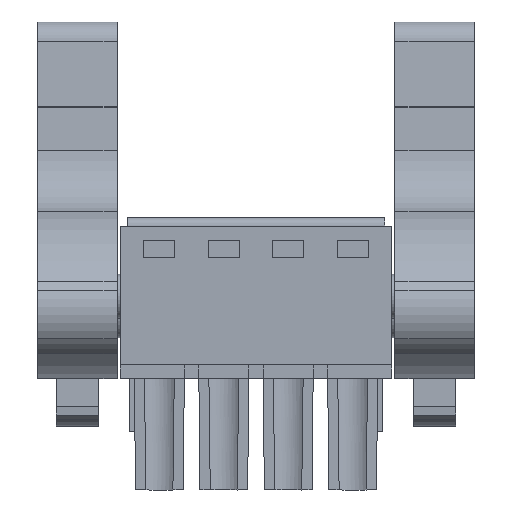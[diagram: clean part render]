
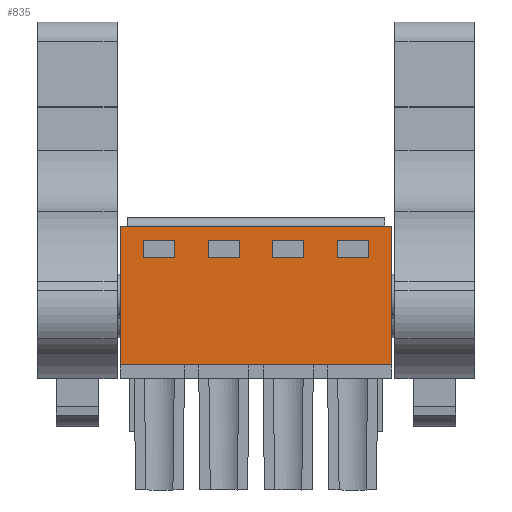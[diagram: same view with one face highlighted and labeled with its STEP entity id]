
A CAD part, front view. The second image highlights one B-rep face of the part: STEP entity #835.
In plain terms, the highlighted planar face has unit normal (0, -1, 0).
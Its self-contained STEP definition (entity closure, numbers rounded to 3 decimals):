
#679=AXIS2_PLACEMENT_3D('Plane Axis2P3D',#676,#677,#678) ;
#92=CARTESIAN_POINT('Line Origine',(12.915,0.,7.4)) ;
#96=CARTESIAN_POINT('Vertex',(4.9,0.,7.4)) ;
#98=CARTESIAN_POINT('Vertex',(20.93,0.,7.4)) ;
#273=CARTESIAN_POINT('Line Origine',(4.9,0.,11.5)) ;
#277=CARTESIAN_POINT('Vertex',(4.9,0.,15.6)) ;
#676=CARTESIAN_POINT('Axis2P3D Location',(5.295,0.,15.6)) ;
#681=CARTESIAN_POINT('Line Origine',(20.93,0.,11.5)) ;
#685=CARTESIAN_POINT('Vertex',(20.93,0.,15.6)) ;
#688=CARTESIAN_POINT('Line Origine',(12.915,0.,15.6)) ;
#699=CARTESIAN_POINT('Line Origine',(7.2,0.,14.78)) ;
#703=CARTESIAN_POINT('Vertex',(8.125,0.,14.78)) ;
#705=CARTESIAN_POINT('Vertex',(6.275,0.,14.78)) ;
#708=CARTESIAN_POINT('Line Origine',(8.125,0.,14.255)) ;
#712=CARTESIAN_POINT('Vertex',(8.125,0.,13.73)) ;
#715=CARTESIAN_POINT('Line Origine',(7.2,0.,13.73)) ;
#719=CARTESIAN_POINT('Vertex',(6.275,0.,13.73)) ;
#722=CARTESIAN_POINT('Line Origine',(6.275,0.,14.255)) ;
#733=CARTESIAN_POINT('Line Origine',(11.01,0.,13.73)) ;
#737=CARTESIAN_POINT('Vertex',(10.085,0.,13.73)) ;
#739=CARTESIAN_POINT('Vertex',(11.935,0.,13.73)) ;
#742=CARTESIAN_POINT('Line Origine',(10.085,0.,14.255)) ;
#746=CARTESIAN_POINT('Vertex',(10.085,0.,14.78)) ;
#749=CARTESIAN_POINT('Line Origine',(11.01,0.,14.78)) ;
#753=CARTESIAN_POINT('Vertex',(11.935,0.,14.78)) ;
#756=CARTESIAN_POINT('Line Origine',(11.935,0.,14.255)) ;
#767=CARTESIAN_POINT('Line Origine',(14.82,0.,13.73)) ;
#771=CARTESIAN_POINT('Vertex',(13.895,0.,13.73)) ;
#773=CARTESIAN_POINT('Vertex',(15.745,0.,13.73)) ;
#776=CARTESIAN_POINT('Line Origine',(13.895,0.,14.255)) ;
#780=CARTESIAN_POINT('Vertex',(13.895,0.,14.78)) ;
#783=CARTESIAN_POINT('Line Origine',(14.82,0.,14.78)) ;
#787=CARTESIAN_POINT('Vertex',(15.745,0.,14.78)) ;
#790=CARTESIAN_POINT('Line Origine',(15.745,0.,14.255)) ;
#801=CARTESIAN_POINT('Line Origine',(18.63,0.,14.78)) ;
#805=CARTESIAN_POINT('Vertex',(19.555,0.,14.78)) ;
#807=CARTESIAN_POINT('Vertex',(17.705,0.,14.78)) ;
#810=CARTESIAN_POINT('Line Origine',(19.555,0.,14.255)) ;
#814=CARTESIAN_POINT('Vertex',(19.555,0.,13.73)) ;
#817=CARTESIAN_POINT('Line Origine',(18.63,0.,13.73)) ;
#821=CARTESIAN_POINT('Vertex',(17.705,0.,13.73)) ;
#824=CARTESIAN_POINT('Line Origine',(17.705,0.,14.255)) ;
#93=DIRECTION('Vector Direction',(1.,0.,0.)) ;
#274=DIRECTION('Vector Direction',(0.,0.,1.)) ;
#677=DIRECTION('Axis2P3D Direction',(0.,-1.,0.)) ;
#678=DIRECTION('Axis2P3D XDirection',(0.,0.,-1.)) ;
#682=DIRECTION('Vector Direction',(0.,0.,1.)) ;
#689=DIRECTION('Vector Direction',(1.,0.,0.)) ;
#700=DIRECTION('Vector Direction',(-1.,0.,0.)) ;
#709=DIRECTION('Vector Direction',(0.,0.,1.)) ;
#716=DIRECTION('Vector Direction',(1.,0.,0.)) ;
#723=DIRECTION('Vector Direction',(0.,0.,-1.)) ;
#734=DIRECTION('Vector Direction',(1.,0.,0.)) ;
#743=DIRECTION('Vector Direction',(0.,0.,-1.)) ;
#750=DIRECTION('Vector Direction',(-1.,0.,0.)) ;
#757=DIRECTION('Vector Direction',(0.,0.,1.)) ;
#768=DIRECTION('Vector Direction',(1.,0.,0.)) ;
#777=DIRECTION('Vector Direction',(0.,0.,-1.)) ;
#784=DIRECTION('Vector Direction',(-1.,0.,0.)) ;
#791=DIRECTION('Vector Direction',(0.,0.,1.)) ;
#802=DIRECTION('Vector Direction',(-1.,0.,0.)) ;
#811=DIRECTION('Vector Direction',(0.,0.,1.)) ;
#818=DIRECTION('Vector Direction',(1.,0.,0.)) ;
#825=DIRECTION('Vector Direction',(0.,0.,-1.)) ;
#94=VECTOR('Line Direction',#93,1.) ;
#275=VECTOR('Line Direction',#274,1.) ;
#683=VECTOR('Line Direction',#682,1.) ;
#690=VECTOR('Line Direction',#689,1.) ;
#701=VECTOR('Line Direction',#700,1.) ;
#710=VECTOR('Line Direction',#709,1.) ;
#717=VECTOR('Line Direction',#716,1.) ;
#724=VECTOR('Line Direction',#723,1.) ;
#735=VECTOR('Line Direction',#734,1.) ;
#744=VECTOR('Line Direction',#743,1.) ;
#751=VECTOR('Line Direction',#750,1.) ;
#758=VECTOR('Line Direction',#757,1.) ;
#769=VECTOR('Line Direction',#768,1.) ;
#778=VECTOR('Line Direction',#777,1.) ;
#785=VECTOR('Line Direction',#784,1.) ;
#792=VECTOR('Line Direction',#791,1.) ;
#803=VECTOR('Line Direction',#802,1.) ;
#812=VECTOR('Line Direction',#811,1.) ;
#819=VECTOR('Line Direction',#818,1.) ;
#826=VECTOR('Line Direction',#825,1.) ;
#694=ORIENTED_EDGE('',*,*,#100,.T.) ;
#695=ORIENTED_EDGE('',*,*,#687,.T.) ;
#696=ORIENTED_EDGE('',*,*,#692,.T.) ;
#697=ORIENTED_EDGE('',*,*,#279,.F.) ;
#728=ORIENTED_EDGE('',*,*,#707,.F.) ;
#729=ORIENTED_EDGE('',*,*,#714,.F.) ;
#730=ORIENTED_EDGE('',*,*,#721,.F.) ;
#731=ORIENTED_EDGE('',*,*,#726,.F.) ;
#762=ORIENTED_EDGE('',*,*,#741,.F.) ;
#763=ORIENTED_EDGE('',*,*,#748,.F.) ;
#764=ORIENTED_EDGE('',*,*,#755,.F.) ;
#765=ORIENTED_EDGE('',*,*,#760,.F.) ;
#796=ORIENTED_EDGE('',*,*,#775,.F.) ;
#797=ORIENTED_EDGE('',*,*,#782,.F.) ;
#798=ORIENTED_EDGE('',*,*,#789,.F.) ;
#799=ORIENTED_EDGE('',*,*,#794,.F.) ;
#830=ORIENTED_EDGE('',*,*,#809,.F.) ;
#831=ORIENTED_EDGE('',*,*,#816,.F.) ;
#832=ORIENTED_EDGE('',*,*,#823,.F.) ;
#833=ORIENTED_EDGE('',*,*,#828,.F.) ;
#732=FACE_BOUND('',#727,.T.) ;
#766=FACE_BOUND('',#761,.T.) ;
#800=FACE_BOUND('',#795,.T.) ;
#834=FACE_BOUND('',#829,.T.) ;
#835=ADVANCED_FACE('HOUSING',(#698,#732,#766,#800,#834),#680,.T.) ;
#100=EDGE_CURVE('',#97,#99,#95,.T.) ;
#279=EDGE_CURVE('',#97,#278,#276,.T.) ;
#687=EDGE_CURVE('',#99,#686,#684,.T.) ;
#692=EDGE_CURVE('',#686,#278,#691,.F.) ;
#707=EDGE_CURVE('',#704,#706,#702,.T.) ;
#714=EDGE_CURVE('',#713,#704,#711,.T.) ;
#721=EDGE_CURVE('',#720,#713,#718,.T.) ;
#726=EDGE_CURVE('',#706,#720,#725,.T.) ;
#741=EDGE_CURVE('',#738,#740,#736,.T.) ;
#748=EDGE_CURVE('',#747,#738,#745,.T.) ;
#755=EDGE_CURVE('',#754,#747,#752,.T.) ;
#760=EDGE_CURVE('',#740,#754,#759,.T.) ;
#775=EDGE_CURVE('',#772,#774,#770,.T.) ;
#782=EDGE_CURVE('',#781,#772,#779,.T.) ;
#789=EDGE_CURVE('',#788,#781,#786,.T.) ;
#794=EDGE_CURVE('',#774,#788,#793,.T.) ;
#809=EDGE_CURVE('',#806,#808,#804,.T.) ;
#816=EDGE_CURVE('',#815,#806,#813,.T.) ;
#823=EDGE_CURVE('',#822,#815,#820,.T.) ;
#828=EDGE_CURVE('',#808,#822,#827,.T.) ;
#693=EDGE_LOOP('',(#694,#695,#696,#697)) ;
#727=EDGE_LOOP('',(#728,#729,#730,#731)) ;
#761=EDGE_LOOP('',(#762,#763,#764,#765)) ;
#795=EDGE_LOOP('',(#796,#797,#798,#799)) ;
#829=EDGE_LOOP('',(#830,#831,#832,#833)) ;
#698=FACE_OUTER_BOUND('',#693,.T.) ;
#95=LINE('Line',#92,#94) ;
#276=LINE('Line',#273,#275) ;
#684=LINE('Line',#681,#683) ;
#691=LINE('Line',#688,#690) ;
#702=LINE('Line',#699,#701) ;
#711=LINE('Line',#708,#710) ;
#718=LINE('Line',#715,#717) ;
#725=LINE('Line',#722,#724) ;
#736=LINE('Line',#733,#735) ;
#745=LINE('Line',#742,#744) ;
#752=LINE('Line',#749,#751) ;
#759=LINE('Line',#756,#758) ;
#770=LINE('Line',#767,#769) ;
#779=LINE('Line',#776,#778) ;
#786=LINE('Line',#783,#785) ;
#793=LINE('Line',#790,#792) ;
#804=LINE('Line',#801,#803) ;
#813=LINE('Line',#810,#812) ;
#820=LINE('Line',#817,#819) ;
#827=LINE('Line',#824,#826) ;
#680=PLANE('',#679) ;
#97=VERTEX_POINT('',#96) ;
#99=VERTEX_POINT('',#98) ;
#278=VERTEX_POINT('',#277) ;
#686=VERTEX_POINT('',#685) ;
#704=VERTEX_POINT('',#703) ;
#706=VERTEX_POINT('',#705) ;
#713=VERTEX_POINT('',#712) ;
#720=VERTEX_POINT('',#719) ;
#738=VERTEX_POINT('',#737) ;
#740=VERTEX_POINT('',#739) ;
#747=VERTEX_POINT('',#746) ;
#754=VERTEX_POINT('',#753) ;
#772=VERTEX_POINT('',#771) ;
#774=VERTEX_POINT('',#773) ;
#781=VERTEX_POINT('',#780) ;
#788=VERTEX_POINT('',#787) ;
#806=VERTEX_POINT('',#805) ;
#808=VERTEX_POINT('',#807) ;
#815=VERTEX_POINT('',#814) ;
#822=VERTEX_POINT('',#821) ;
